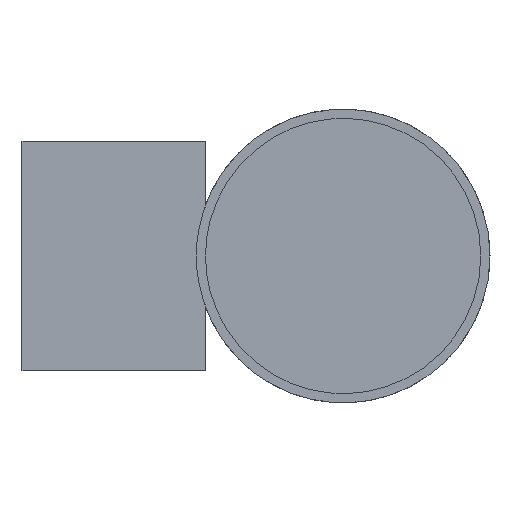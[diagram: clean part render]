
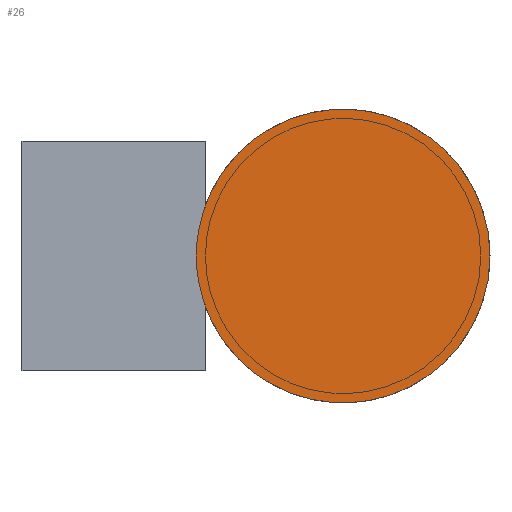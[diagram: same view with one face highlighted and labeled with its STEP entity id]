
A CAD part, left-side view. The second image highlights one B-rep face of the part: STEP entity #26.
In plain terms, the highlighted free-form (B-spline) face has degree [1, 1] with [2, 2] control points.
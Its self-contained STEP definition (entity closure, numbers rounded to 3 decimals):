
#26=ADVANCED_FACE('',(#44),#429,.T.);
#44=FACE_OUTER_BOUND('',#62,.T.);
#62=EDGE_LOOP('',(#84,#85));
#84=ORIENTED_EDGE('',*,*,#350,.F.);
#85=ORIENTED_EDGE('',*,*,#354,.T.);
#139=PCURVE('',#440,#199);
#144=PCURVE('',#429,#204);
#145=PCURVE('',#429,#205);
#148=PCURVE('',#441,#208);
#199=DEFINITIONAL_REPRESENTATION('',(#259),#853);
#204=DEFINITIONAL_REPRESENTATION('',(#386),#853);
#205=DEFINITIONAL_REPRESENTATION('',(#388),#853);
#208=DEFINITIONAL_REPRESENTATION('',(#264),#853);
#259=B_SPLINE_CURVE_WITH_KNOTS('',1,(#513,#514),.UNSPECIFIED.,.F.,.F.,(2,
2),(-100.531,0.),.UNSPECIFIED.);
#264=B_SPLINE_CURVE_WITH_KNOTS('',1,(#560,#561),.UNSPECIFIED.,.F.,.F.,(2,
2),(100.531,201.062),.UNSPECIFIED.);
#320=SURFACE_CURVE('',#380,(#139,#144),.PCURVE_S1.);
#324=SURFACE_CURVE('',#387,(#145,#148),.PCURVE_S1.);
#350=EDGE_CURVE('',#411,#409,#320,.T.);
#354=EDGE_CURVE('',#411,#409,#324,.T.);
#380=(
BOUNDED_CURVE()
B_SPLINE_CURVE(2,(#508,#509,#510,#511,#512),.UNSPECIFIED.,.F.,.F.)
B_SPLINE_CURVE_WITH_KNOTS((3,2,3),(-100.531,-50.265,
0.),.UNSPECIFIED.)
CURVE()
GEOMETRIC_REPRESENTATION_ITEM()
RATIONAL_B_SPLINE_CURVE((1.,0.707,1.,0.707,1.))
REPRESENTATION_ITEM('')
);
#386=(
BOUNDED_CURVE()
B_SPLINE_CURVE(2,(#541,#542,#543,#544,#545),.UNSPECIFIED.,.F.,.F.)
B_SPLINE_CURVE_WITH_KNOTS((3,2,3),(-100.531,-50.265,
0.),.UNSPECIFIED.)
CURVE()
GEOMETRIC_REPRESENTATION_ITEM()
RATIONAL_B_SPLINE_CURVE((1.,0.707,1.,0.707,1.))
REPRESENTATION_ITEM('')
);
#387=(
BOUNDED_CURVE()
B_SPLINE_CURVE(2,(#546,#547,#548,#549,#550),.UNSPECIFIED.,.F.,.F.)
B_SPLINE_CURVE_WITH_KNOTS((3,2,3),(100.531,150.796,201.062),
 .UNSPECIFIED.)
CURVE()
GEOMETRIC_REPRESENTATION_ITEM()
RATIONAL_B_SPLINE_CURVE((1.,0.707,1.,0.707,1.))
REPRESENTATION_ITEM('')
);
#388=(
BOUNDED_CURVE()
B_SPLINE_CURVE(2,(#551,#552,#553,#554,#555),.UNSPECIFIED.,.F.,.F.)
B_SPLINE_CURVE_WITH_KNOTS((3,2,3),(100.531,150.796,201.062),
 .UNSPECIFIED.)
CURVE()
GEOMETRIC_REPRESENTATION_ITEM()
RATIONAL_B_SPLINE_CURVE((1.,0.707,1.,0.707,1.))
REPRESENTATION_ITEM('')
);
#409=VERTEX_POINT('',#501);
#411=VERTEX_POINT('',#503);
#429=B_SPLINE_SURFACE_WITH_KNOTS('',1,1,((#486,#487),(#488,#489)),
 .UNSPECIFIED.,.F.,.F.,.F.,(2,2),(2,2),(-40.,40.),(-40.,40.),
 .UNSPECIFIED.);
#440=(
BOUNDED_SURFACE()
B_SPLINE_SURFACE(2,1,((#472,#473),(#474,#475),(#476,#477),(#478,#479),(#480,
#481)),.UNSPECIFIED.,.F.,.F.,.F.)
B_SPLINE_SURFACE_WITH_KNOTS((3,2,3),(2,2),(0.,50.265,100.531),
(0.,10.),.UNSPECIFIED.)
GEOMETRIC_REPRESENTATION_ITEM()
RATIONAL_B_SPLINE_SURFACE(((1.,1.),(0.707,0.707),
(1.,1.),(0.707,0.707),(1.,1.)))
REPRESENTATION_ITEM('')
SURFACE()
);
#441=(
BOUNDED_SURFACE()
B_SPLINE_SURFACE(2,1,((#490,#491),(#492,#493),(#494,#495),(#496,#497),(#498,
#499)),.UNSPECIFIED.,.F.,.F.,.F.)
B_SPLINE_SURFACE_WITH_KNOTS((3,2,3),(2,2),(100.531,150.796,
201.062),(0.,10.),.UNSPECIFIED.)
GEOMETRIC_REPRESENTATION_ITEM()
RATIONAL_B_SPLINE_SURFACE(((1.,1.),(0.707,0.707),
(1.,1.),(0.707,0.707),(1.,1.)))
REPRESENTATION_ITEM('')
SURFACE()
);
#472=CARTESIAN_POINT('',(-490.,-18.,0.));
#473=CARTESIAN_POINT('',(-500.,-18.,0.));
#474=CARTESIAN_POINT('',(-490.,-18.,-32.));
#475=CARTESIAN_POINT('',(-500.,-18.,-32.));
#476=CARTESIAN_POINT('',(-490.,-50.,-32.));
#477=CARTESIAN_POINT('',(-500.,-50.,-32.));
#478=CARTESIAN_POINT('',(-490.,-82.,-32.));
#479=CARTESIAN_POINT('',(-500.,-82.,-32.));
#480=CARTESIAN_POINT('',(-490.,-82.,0.));
#481=CARTESIAN_POINT('',(-500.,-82.,0.));
#486=CARTESIAN_POINT('',(-500.,-10.,-40.));
#487=CARTESIAN_POINT('',(-500.,-10.,40.));
#488=CARTESIAN_POINT('',(-500.,-90.,-40.));
#489=CARTESIAN_POINT('',(-500.,-90.,40.));
#490=CARTESIAN_POINT('',(-490.,-82.,0.));
#491=CARTESIAN_POINT('',(-500.,-82.,0.));
#492=CARTESIAN_POINT('',(-490.,-82.,32.));
#493=CARTESIAN_POINT('',(-500.,-82.,32.));
#494=CARTESIAN_POINT('',(-490.,-50.,32.));
#495=CARTESIAN_POINT('',(-500.,-50.,32.));
#496=CARTESIAN_POINT('',(-490.,-18.,32.));
#497=CARTESIAN_POINT('',(-500.,-18.,32.));
#498=CARTESIAN_POINT('',(-490.,-18.,0.));
#499=CARTESIAN_POINT('',(-500.,-18.,0.));
#501=CARTESIAN_POINT('',(-500.,-18.,0.));
#503=CARTESIAN_POINT('',(-500.,-82.,0.));
#508=CARTESIAN_POINT('',(-500.,-82.,0.));
#509=CARTESIAN_POINT('',(-500.,-82.,-32.));
#510=CARTESIAN_POINT('',(-500.,-50.,-32.));
#511=CARTESIAN_POINT('',(-500.,-18.,-32.));
#512=CARTESIAN_POINT('',(-500.,-18.,0.));
#513=CARTESIAN_POINT('',(100.531,10.));
#514=CARTESIAN_POINT('',(0.,10.));
#541=CARTESIAN_POINT('',(32.,0.));
#542=CARTESIAN_POINT('',(32.,-32.));
#543=CARTESIAN_POINT('',(0.,-32.));
#544=CARTESIAN_POINT('',(-32.,-32.));
#545=CARTESIAN_POINT('',(-32.,0.));
#546=CARTESIAN_POINT('',(-500.,-82.,0.));
#547=CARTESIAN_POINT('',(-500.,-82.,32.));
#548=CARTESIAN_POINT('',(-500.,-50.,32.));
#549=CARTESIAN_POINT('',(-500.,-18.,32.));
#550=CARTESIAN_POINT('',(-500.,-18.,0.));
#551=CARTESIAN_POINT('',(32.,0.));
#552=CARTESIAN_POINT('',(32.,32.));
#553=CARTESIAN_POINT('',(0.,32.));
#554=CARTESIAN_POINT('',(-32.,32.));
#555=CARTESIAN_POINT('',(-32.,0.));
#560=CARTESIAN_POINT('',(100.531,10.));
#561=CARTESIAN_POINT('',(201.062,10.));
#853=(
GEOMETRIC_REPRESENTATION_CONTEXT(2)
PARAMETRIC_REPRESENTATION_CONTEXT()
REPRESENTATION_CONTEXT('pspace','')
);
